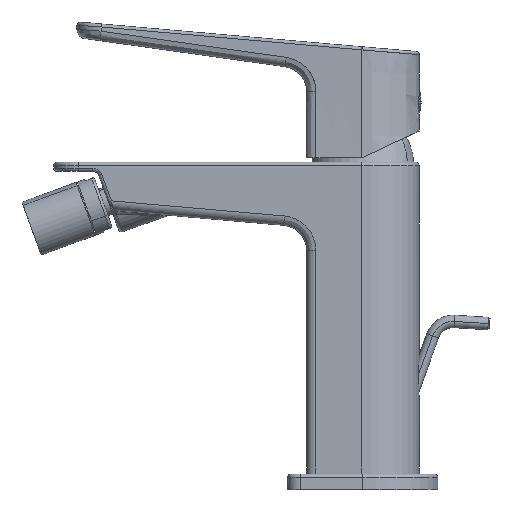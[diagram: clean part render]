
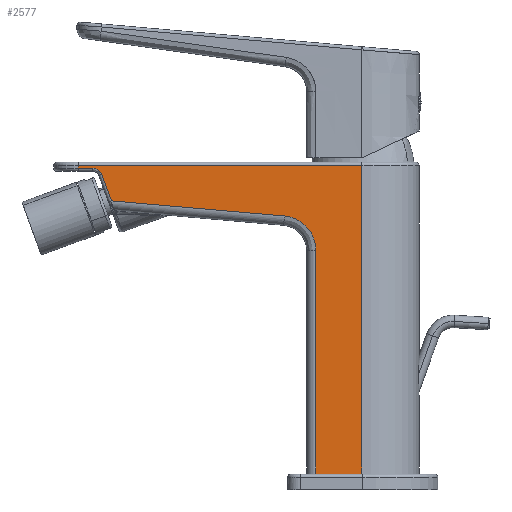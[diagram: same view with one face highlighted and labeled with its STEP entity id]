
A CAD part, left-side view. The second image highlights one B-rep face of the part: STEP entity #2577.
In plain terms, the highlighted planar face has unit normal (1, -0.018, 0).
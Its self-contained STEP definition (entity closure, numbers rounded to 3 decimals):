
#2450=CARTESIAN_POINT('Axis2P3D Location',(-41.209,-31.377,16.377)) ;
#2455=CARTESIAN_POINT('Line Origine',(-40.855,-11.068,18.377)) ;
#2459=CARTESIAN_POINT('Vertex',(-40.855,-11.068,20.377)) ;
#2461=CARTESIAN_POINT('Vertex',(-40.855,-11.068,16.377)) ;
#2464=CARTESIAN_POINT('Line Origine',(-40.726,-3.697,16.377)) ;
#2468=CARTESIAN_POINT('Vertex',(-40.597,3.675,16.377)) ;
#2471=CARTESIAN_POINT('Line Origine',(-40.597,3.675,18.377)) ;
#2475=CARTESIAN_POINT('Vertex',(-40.597,3.675,20.377)) ;
#2478=CARTESIAN_POINT('Line Origine',(-40.597,3.675,54.252)) ;
#2482=CARTESIAN_POINT('Vertex',(-40.597,3.675,88.127)) ;
#2486=CARTESIAN_POINT('Control Point',(-40.422,13.716,99.085)) ;
#2487=CARTESIAN_POINT('Control Point',(-40.431,13.228,99.043)) ;
#2488=CARTESIAN_POINT('Control Point',(-40.439,12.742,98.973)) ;
#2489=CARTESIAN_POINT('Control Point',(-40.448,12.26,98.876)) ;
#2490=CARTESIAN_POINT('Control Point',(-40.472,10.889,98.519)) ;
#2491=CARTESIAN_POINT('Control Point',(-40.494,9.586,97.946)) ;
#2492=CARTESIAN_POINT('Control Point',(-40.508,8.778,97.483)) ;
#2493=CARTESIAN_POINT('Control Point',(-40.535,7.271,96.393)) ;
#2494=CARTESIAN_POINT('Control Point',(-40.556,6.023,95.014)) ;
#2495=CARTESIAN_POINT('Control Point',(-40.566,5.474,94.262)) ;
#2496=CARTESIAN_POINT('Control Point',(-40.582,4.543,92.653)) ;
#2497=CARTESIAN_POINT('Control Point',(-40.592,3.966,90.886)) ;
#2498=CARTESIAN_POINT('Control Point',(-40.596,3.772,89.975)) ;
#2499=CARTESIAN_POINT('Control Point',(-40.597,3.675,89.051)) ;
#2500=CARTESIAN_POINT('Control Point',(-40.597,3.675,88.127)) ;
#2501=CARTESIAN_POINT('Vertex',(-40.422,13.716,99.085)) ;
#2504=CARTESIAN_POINT('Line Origine',(-39.938,41.428,101.51)) ;
#2508=CARTESIAN_POINT('Vertex',(-39.455,69.139,103.934)) ;
#2511=CARTESIAN_POINT('Line Origine',(-39.428,70.68,108.169)) ;
#2515=CARTESIAN_POINT('Vertex',(-39.401,72.221,112.403)) ;
#2519=CARTESIAN_POINT('Control Point',(-39.352,75.041,114.377)) ;
#2520=CARTESIAN_POINT('Control Point',(-39.354,74.938,114.377)) ;
#2521=CARTESIAN_POINT('Control Point',(-39.355,74.835,114.373)) ;
#2522=CARTESIAN_POINT('Control Point',(-39.357,74.732,114.364)) ;
#2523=CARTESIAN_POINT('Control Point',(-39.364,74.321,114.311)) ;
#2524=CARTESIAN_POINT('Control Point',(-39.371,73.923,114.188)) ;
#2525=CARTESIAN_POINT('Control Point',(-39.376,73.638,114.057)) ;
#2526=CARTESIAN_POINT('Control Point',(-39.385,73.107,113.724)) ;
#2527=CARTESIAN_POINT('Control Point',(-39.393,72.679,113.267)) ;
#2528=CARTESIAN_POINT('Control Point',(-39.396,72.496,113.012)) ;
#2529=CARTESIAN_POINT('Control Point',(-39.399,72.343,112.728)) ;
#2530=CARTESIAN_POINT('Control Point',(-39.401,72.231,112.429)) ;
#2531=CARTESIAN_POINT('Control Point',(-39.401,72.228,112.42)) ;
#2532=CARTESIAN_POINT('Control Point',(-39.401,72.225,112.412)) ;
#2533=CARTESIAN_POINT('Control Point',(-39.401,72.221,112.403)) ;
#2534=CARTESIAN_POINT('Vertex',(-39.352,75.041,114.377)) ;
#2537=CARTESIAN_POINT('Line Origine',(-39.311,77.401,114.377)) ;
#2541=CARTESIAN_POINT('Vertex',(-39.269,79.762,114.377)) ;
#2544=CARTESIAN_POINT('Line Origine',(-39.269,79.762,114.777)) ;
#2548=CARTESIAN_POINT('Vertex',(-39.269,79.762,115.177)) ;
#2551=CARTESIAN_POINT('Line Origine',(-40.062,34.347,115.177)) ;
#2555=CARTESIAN_POINT('Vertex',(-40.855,-11.068,115.177)) ;
#2558=CARTESIAN_POINT('Line Origine',(-40.855,-11.068,67.777)) ;
#2457=VECTOR('Line Direction',#2456,1.) ;
#2466=VECTOR('Line Direction',#2465,1.) ;
#2473=VECTOR('Line Direction',#2472,1.) ;
#2480=VECTOR('Line Direction',#2479,1.) ;
#2506=VECTOR('Line Direction',#2505,1.) ;
#2513=VECTOR('Line Direction',#2512,1.) ;
#2539=VECTOR('Line Direction',#2538,1.) ;
#2546=VECTOR('Line Direction',#2545,1.) ;
#2553=VECTOR('Line Direction',#2552,1.) ;
#2560=VECTOR('Line Direction',#2559,1.) ;
#2451=DIRECTION('Axis2P3D Direction',(1.,-0.017,0.)) ;
#2452=DIRECTION('Axis2P3D XDirection',(0.017,1.,0.)) ;
#2456=DIRECTION('Vector Direction',(0.,0.,1.)) ;
#2465=DIRECTION('Vector Direction',(-0.017,-1.,0.)) ;
#2472=DIRECTION('Vector Direction',(0.,0.,1.)) ;
#2479=DIRECTION('Vector Direction',(0.,0.,1.)) ;
#2505=DIRECTION('Vector Direction',(0.017,0.996,0.087)) ;
#2512=DIRECTION('Vector Direction',(-0.006,-0.342,-0.94)) ;
#2538=DIRECTION('Vector Direction',(-0.017,-1.,0.)) ;
#2545=DIRECTION('Vector Direction',(0.,0.,1.)) ;
#2552=DIRECTION('Vector Direction',(-0.017,-1.,0.)) ;
#2559=DIRECTION('Vector Direction',(0.,0.,-1.)) ;
#2453=AXIS2_PLACEMENT_3D('Plane Axis2P3D',#2450,#2451,#2452) ;
#2458=LINE('Line',#2455,#2457) ;
#2467=LINE('Line',#2464,#2466) ;
#2474=LINE('Line',#2471,#2473) ;
#2481=LINE('Line',#2478,#2480) ;
#2507=LINE('Line',#2504,#2506) ;
#2514=LINE('Line',#2511,#2513) ;
#2540=LINE('Line',#2537,#2539) ;
#2547=LINE('Line',#2544,#2546) ;
#2554=LINE('Line',#2551,#2553) ;
#2561=LINE('Line',#2558,#2560) ;
#2454=PLANE('',#2453) ;
#2463=EDGE_CURVE('',#2460,#2462,#2458,.F.) ;
#2470=EDGE_CURVE('',#2462,#2469,#2467,.F.) ;
#2477=EDGE_CURVE('',#2469,#2476,#2474,.T.) ;
#2484=EDGE_CURVE('',#2476,#2483,#2481,.T.) ;
#2503=EDGE_CURVE('',#2483,#2502,#2485,.F.) ;
#2510=EDGE_CURVE('',#2502,#2509,#2507,.T.) ;
#2517=EDGE_CURVE('',#2509,#2516,#2514,.F.) ;
#2536=EDGE_CURVE('',#2516,#2535,#2518,.F.) ;
#2543=EDGE_CURVE('',#2535,#2542,#2540,.F.) ;
#2550=EDGE_CURVE('',#2542,#2549,#2547,.T.) ;
#2557=EDGE_CURVE('',#2549,#2556,#2554,.T.) ;
#2562=EDGE_CURVE('',#2556,#2460,#2561,.T.) ;
#2564=ORIENTED_EDGE('',*,*,#2463,.T.) ;
#2565=ORIENTED_EDGE('',*,*,#2470,.T.) ;
#2566=ORIENTED_EDGE('',*,*,#2477,.T.) ;
#2567=ORIENTED_EDGE('',*,*,#2484,.T.) ;
#2568=ORIENTED_EDGE('',*,*,#2503,.T.) ;
#2569=ORIENTED_EDGE('',*,*,#2510,.T.) ;
#2570=ORIENTED_EDGE('',*,*,#2517,.T.) ;
#2571=ORIENTED_EDGE('',*,*,#2536,.T.) ;
#2572=ORIENTED_EDGE('',*,*,#2543,.T.) ;
#2573=ORIENTED_EDGE('',*,*,#2550,.T.) ;
#2574=ORIENTED_EDGE('',*,*,#2557,.T.) ;
#2575=ORIENTED_EDGE('',*,*,#2562,.T.) ;
#2563=EDGE_LOOP('',(#2564,#2565,#2566,#2567,#2568,#2569,#2570,#2571,#2572,#2573,#2574,#2575)) ;
#2460=VERTEX_POINT('',#2459) ;
#2462=VERTEX_POINT('',#2461) ;
#2469=VERTEX_POINT('',#2468) ;
#2476=VERTEX_POINT('',#2475) ;
#2483=VERTEX_POINT('',#2482) ;
#2502=VERTEX_POINT('',#2501) ;
#2509=VERTEX_POINT('',#2508) ;
#2516=VERTEX_POINT('',#2515) ;
#2535=VERTEX_POINT('',#2534) ;
#2542=VERTEX_POINT('',#2541) ;
#2549=VERTEX_POINT('',#2548) ;
#2556=VERTEX_POINT('',#2555) ;
#2577=ADVANCED_FACE('Superficie.384',(#2576),#2454,.T.) ;
#2485=B_SPLINE_CURVE_WITH_KNOTS('',5,(#2486,#2487,#2488,#2489,#2490,#2491,#2492,#2493,#2494,#2495,#2496,#2497,#2498,#2499,#2500),.UNSPECIFIED.,.F.,.U.,(6,3,3,3,6),(32.644,35.676,41.394,47.112,52.824),.UNSPECIFIED.) ;
#2518=B_SPLINE_CURVE_WITH_KNOTS('',5,(#2519,#2520,#2521,#2522,#2523,#2524,#2525,#2526,#2527,#2528,#2529,#2530,#2531,#2532,#2533),.UNSPECIFIED.,.F.,.U.,(6,3,3,3,6),(9.126,9.745,11.611,13.477,13.531),.UNSPECIFIED.) ;
#2576=FACE_OUTER_BOUND('',#2563,.T.) ;
